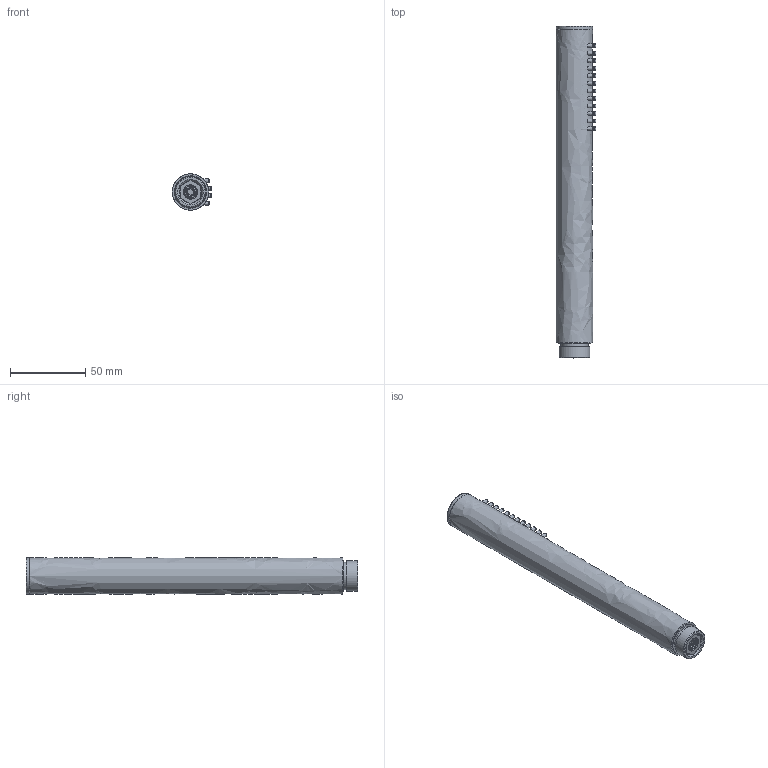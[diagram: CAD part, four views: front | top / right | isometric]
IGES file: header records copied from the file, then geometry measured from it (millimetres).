
Global section: file name: V182-A; native system: Autodesk Inventor 2018; preprocessor: unknown; author: rclarke; date: 20190708.093324; units: millimetre
Bounding box: 26 x 220 x 24 mm (x, y, z)
Volume: 84373.6 mm3; surface area: 28906 mm2
Topology: 5 solids, 12 shells, 409 faces, 1111 edges, 798 vertices
Faces by surface type: bspline 409
